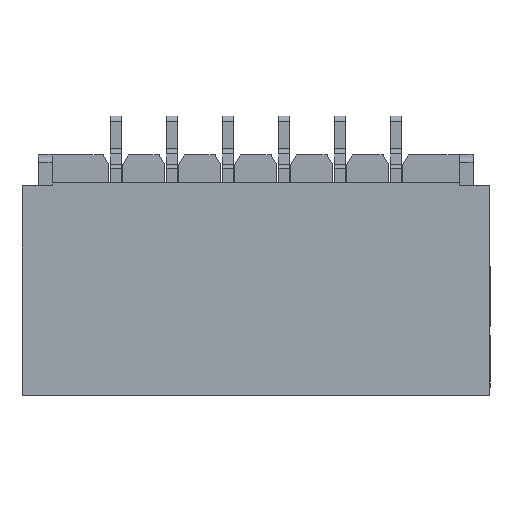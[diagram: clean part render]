
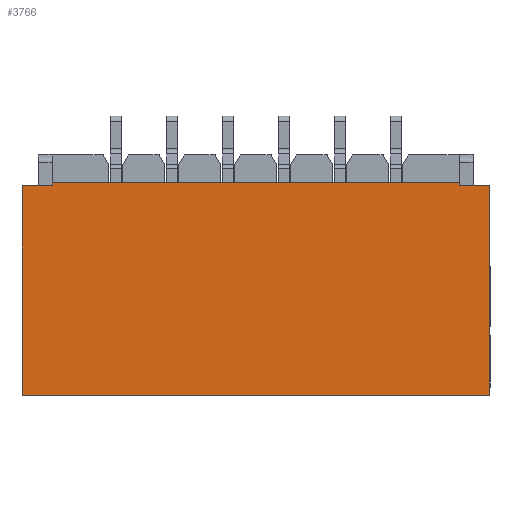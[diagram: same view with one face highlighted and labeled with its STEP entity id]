
A CAD part, top view. The second image highlights one B-rep face of the part: STEP entity #3766.
In plain terms, the highlighted planar face has unit normal (0, 0, 1).
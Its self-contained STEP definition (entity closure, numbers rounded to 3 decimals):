
#1995 = VERTEX_POINT('',#1996);
#1996 = CARTESIAN_POINT('',(4.17,1.103,3.2)
  );
#2002 = EDGE_CURVE('',#2003,#1995,#2005,.T.);
#2003 = VERTEX_POINT('',#2004);
#2004 = CARTESIAN_POINT('',(4.17,-2.647,3.2)
  );
#2005 = LINE('',#2006,#2007);
#2006 = CARTESIAN_POINT('',(4.17,-2.647,3.2)
  );
#2007 = VECTOR('',#2008,1.);
#2008 = DIRECTION('',(0.,1.,0.));
#3154 = VERTEX_POINT('',#3155);
#3155 = CARTESIAN_POINT('',(3.63,1.103,3.2)
  );
#3161 = EDGE_CURVE('',#3154,#1995,#3162,.T.);
#3162 = LINE('',#3163,#3164);
#3163 = CARTESIAN_POINT('',(3.63,1.103,3.2)
  );
#3164 = VECTOR('',#3165,1.);
#3165 = DIRECTION('',(1.,0.,0.));
#3766 = ADVANCED_FACE('',(#3767),#3817,.F.);
#3767 = FACE_BOUND('',#3768,.T.);
#3768 = EDGE_LOOP('',(#3769,#3777,#3785,#3793,#3801,#3809,#3815,#3816));
#3769 = ORIENTED_EDGE('',*,*,#3770,.T.);
#3770 = EDGE_CURVE('',#3154,#3771,#3773,.T.);
#3771 = VERTEX_POINT('',#3772);
#3772 = CARTESIAN_POINT('',(3.63,1.153,3.2)
  );
#3773 = LINE('',#3774,#3775);
#3774 = CARTESIAN_POINT('',(3.63,1.103,3.2)
  );
#3775 = VECTOR('',#3776,1.);
#3776 = DIRECTION('',(0.,1.,0.));
#3777 = ORIENTED_EDGE('',*,*,#3778,.F.);
#3778 = EDGE_CURVE('',#3779,#3771,#3781,.T.);
#3779 = VERTEX_POINT('',#3780);
#3780 = CARTESIAN_POINT('',(-3.64,1.153,3.2
    ));
#3781 = LINE('',#3782,#3783);
#3782 = CARTESIAN_POINT('',(0.37,1.153,3.2)
  );
#3783 = VECTOR('',#3784,1.);
#3784 = DIRECTION('',(1.,0.,0.));
#3785 = ORIENTED_EDGE('',*,*,#3786,.F.);
#3786 = EDGE_CURVE('',#3787,#3779,#3789,.T.);
#3787 = VERTEX_POINT('',#3788);
#3788 = CARTESIAN_POINT('',(-3.64,1.103,3.2
    ));
#3789 = LINE('',#3790,#3791);
#3790 = CARTESIAN_POINT('',(-3.64,1.103,3.2
    ));
#3791 = VECTOR('',#3792,1.);
#3792 = DIRECTION('',(0.,1.,0.));
#3793 = ORIENTED_EDGE('',*,*,#3794,.T.);
#3794 = EDGE_CURVE('',#3787,#3795,#3797,.T.);
#3795 = VERTEX_POINT('',#3796);
#3796 = CARTESIAN_POINT('',(-4.18,1.103,3.2
    ));
#3797 = LINE('',#3798,#3799);
#3798 = CARTESIAN_POINT('',(-3.64,1.103,3.2
    ));
#3799 = VECTOR('',#3800,1.);
#3800 = DIRECTION('',(-1.,0.,0.));
#3801 = ORIENTED_EDGE('',*,*,#3802,.F.);
#3802 = EDGE_CURVE('',#3803,#3795,#3805,.T.);
#3803 = VERTEX_POINT('',#3804);
#3804 = CARTESIAN_POINT('',(-4.18,-2.647,
    3.2));
#3805 = LINE('',#3806,#3807);
#3806 = CARTESIAN_POINT('',(-4.18,-2.647,
    3.2));
#3807 = VECTOR('',#3808,1.);
#3808 = DIRECTION('',(0.,1.,0.));
#3809 = ORIENTED_EDGE('',*,*,#3810,.F.);
#3810 = EDGE_CURVE('',#2003,#3803,#3811,.T.);
#3811 = LINE('',#3812,#3813);
#3812 = CARTESIAN_POINT('',(-4.18,-2.647,
    3.2));
#3813 = VECTOR('',#3814,1.);
#3814 = DIRECTION('',(-1.,0.,0.));
#3815 = ORIENTED_EDGE('',*,*,#2002,.T.);
#3816 = ORIENTED_EDGE('',*,*,#3161,.F.);
#3817 = PLANE('',#3818);
#3818 = AXIS2_PLACEMENT_3D('',#3819,#3820,#3821);
#3819 = CARTESIAN_POINT('',(-4.18,-2.647,
    3.2));
#3820 = DIRECTION('',(0.,0.,-1.));
#3821 = DIRECTION('',(0.,1.,0.));
